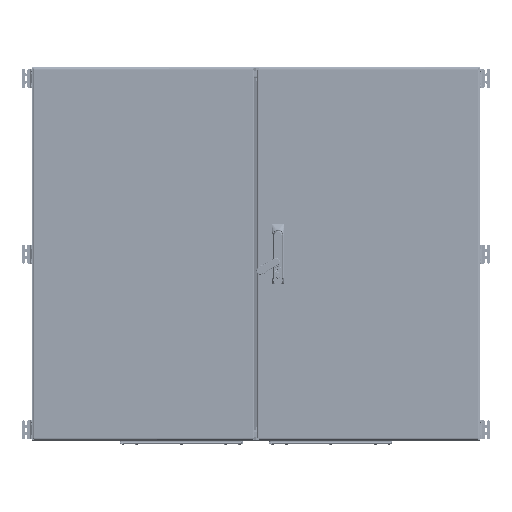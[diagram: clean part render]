
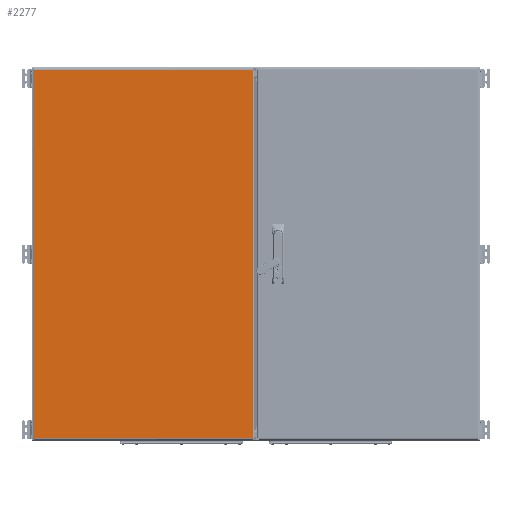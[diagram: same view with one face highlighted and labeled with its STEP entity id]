
A CAD part, top view. The second image highlights one B-rep face of the part: STEP entity #2277.
In plain terms, the highlighted planar face has unit normal (0, 0, 1).
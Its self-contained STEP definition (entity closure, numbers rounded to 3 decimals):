
#2277 = ADVANCED_FACE ( 'NONE', ( #65104 ), #177613, .F. ) ;
#4704 = CARTESIAN_POINT ( 'NONE',  ( -291.705, 493., 0. ) ) ;
#8842 = LINE ( 'NONE', #84520, #185532 ) ;
#10012 = LINE ( 'NONE', #56278, #188249 ) ;
#12532 = CARTESIAN_POINT ( 'NONE',  ( -292.998, -493., 0. ) ) ;
#14095 = CARTESIAN_POINT ( 'NONE',  ( -291.705, 494.293, 0. ) ) ;
#15630 = LINE ( 'NONE', #12532, #99284 ) ;
#24411 = VERTEX_POINT ( 'NONE', #4704 ) ;
#36326 = EDGE_CURVE ( 'NONE', #108356, #80282, #15630, .T. ) ;
#45130 = DIRECTION ( 'NONE',  ( 1., 0., 0. ) ) ;
#56278 = CARTESIAN_POINT ( 'NONE',  ( 292.176, -493., 0. ) ) ;
#59380 = VECTOR ( 'NONE', #78181, 1000. ) ;
#60526 = AXIS2_PLACEMENT_3D ( 'NONE', #129228, #193353, #159751 ) ;
#65104 = FACE_OUTER_BOUND ( 'NONE', #106993, .T. ) ;
#67208 = CARTESIAN_POINT ( 'NONE',  ( -291.705, -493., 0. ) ) ;
#67346 = ORIENTED_EDGE ( 'NONE', *, *, #164198, .T. ) ;
#78181 = DIRECTION ( 'NONE',  ( 0., -1., 0. ) ) ;
#80282 = VERTEX_POINT ( 'NONE', #113428 ) ;
#84520 = CARTESIAN_POINT ( 'NONE',  ( 295.705, 493., 0. ) ) ;
#94008 = LINE ( 'NONE', #14095, #59380 ) ;
#99284 = VECTOR ( 'NONE', #45130, 1000. ) ;
#100013 = EDGE_CURVE ( 'NONE', #80282, #116628, #10012, .T. ) ;
#106993 = EDGE_LOOP ( 'NONE', ( #187041, #67346, #201587, #170117 ) ) ;
#108356 = VERTEX_POINT ( 'NONE', #67208 ) ;
#113428 = CARTESIAN_POINT ( 'NONE',  ( 292.176, -493., 0. ) ) ;
#116628 = VERTEX_POINT ( 'NONE', #171630 ) ;
#121428 = DIRECTION ( 'NONE',  ( 0., 1., 0. ) ) ;
#129228 = CARTESIAN_POINT ( 'NONE',  ( 0., 0., 0. ) ) ;
#159751 = DIRECTION ( 'NONE',  ( -1., 0., 0. ) ) ;
#164198 = EDGE_CURVE ( 'NONE', #116628, #24411, #8842, .T. ) ;
#170117 = ORIENTED_EDGE ( 'NONE', *, *, #36326, .T. ) ;
#171630 = CARTESIAN_POINT ( 'NONE',  ( 292.176, 493., 0. ) ) ;
#177613 = PLANE ( 'NONE',  #60526 ) ;
#185532 = VECTOR ( 'NONE', #198061, 1000. ) ;
#187041 = ORIENTED_EDGE ( 'NONE', *, *, #100013, .T. ) ;
#188249 = VECTOR ( 'NONE', #121428, 1000. ) ;
#193353 = DIRECTION ( 'NONE',  ( 0., 0., -1. ) ) ;
#197789 = EDGE_CURVE ( 'NONE', #24411, #108356, #94008, .T. ) ;
#198061 = DIRECTION ( 'NONE',  ( -1., 0., 0. ) ) ;
#201587 = ORIENTED_EDGE ( 'NONE', *, *, #197789, .T. ) ;
